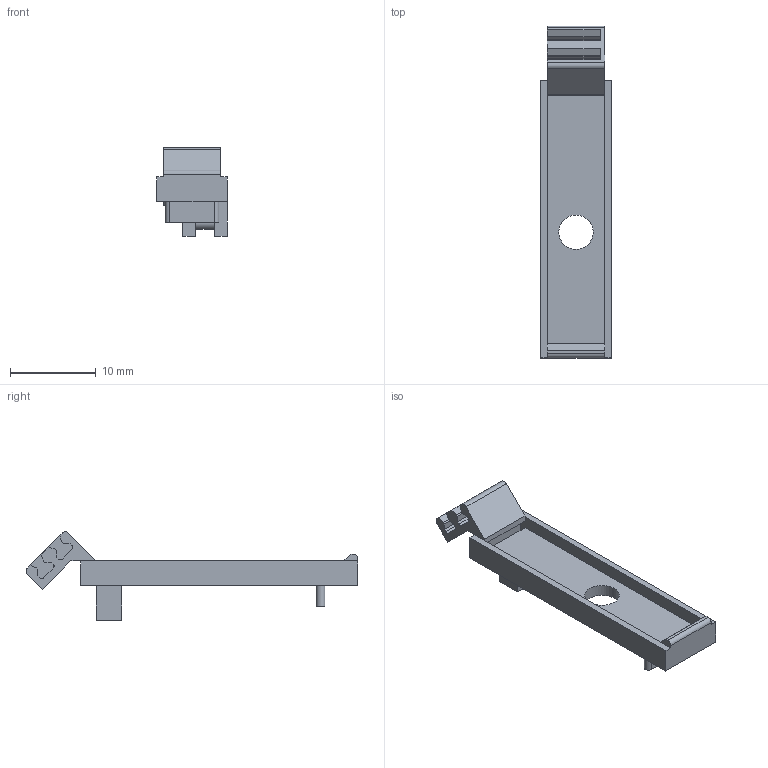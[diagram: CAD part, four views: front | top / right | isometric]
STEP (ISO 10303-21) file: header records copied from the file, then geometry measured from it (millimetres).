
FILE_DESCRIPTION(/* description */ (''),/* implementation_level */ '2;1');
FILE_NAME(/* name */ '2361_SchT7_iso.stp',/* time_stamp */ '2011-08-08T15:12:30+02:00',/* author */ (''),/* organization */ (''),/* preprocessor_version */ 'ST-DEVELOPER v11',/* originating_system */ 'SIEMENS UGS NX 6.0',/* authorisation */ '');
FILE_SCHEMA (('CONFIG_CONTROL_DESIGN'));
Length unit declared in the file: millimetre
Products named in the file (1): 2361_SchT7_iso
Bounding box: 8.25 x 38.67 x 10.28 mm (x, y, z)
Volume: 605.7 mm3; surface area: 1262.3 mm2
Topology: 1 solids, 1 shells, 72 faces, 204 edges, 134 vertices
Faces by surface type: plane 61, cylinder 11
Full cylindrical faces by diameter (mm): 1.45 x1, 4 x1
Entity records: 2376 total; most frequent: CARTESIAN_POINT 405, ORIENTED_EDGE 400, DIRECTION 368, EDGE_CURVE 200, LINE 178, VECTOR 178, VERTEX_POINT 132, AXIS2_PLACEMENT_3D 95
